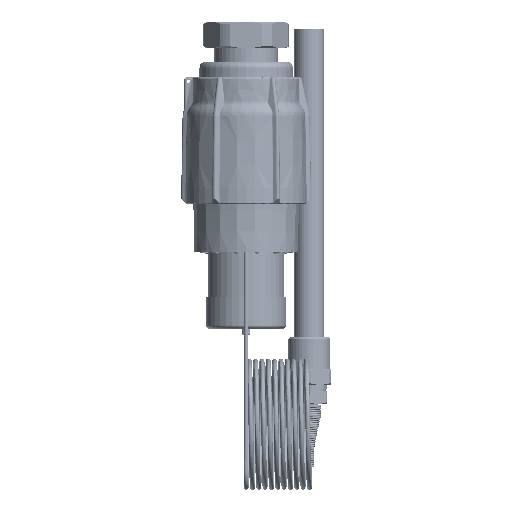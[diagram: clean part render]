
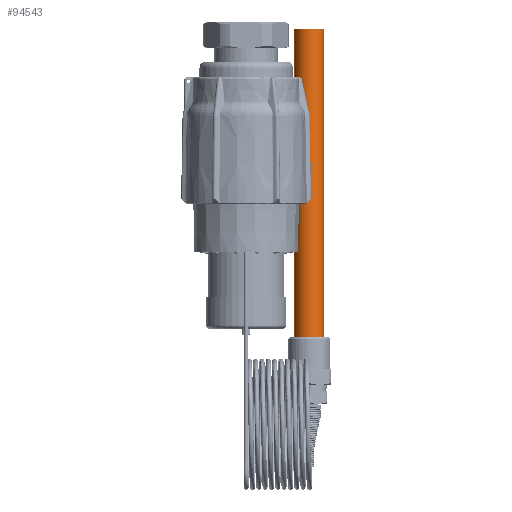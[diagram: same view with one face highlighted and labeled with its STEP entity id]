
A CAD part, top view. The second image highlights one B-rep face of the part: STEP entity #94543.
In plain terms, the highlighted cylindrical face has radius 9.5 mm (diameter 19 mm), a partial arc.
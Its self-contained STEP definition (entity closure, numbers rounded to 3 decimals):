
#94403=CARTESIAN_POINT('',(0.,0.,0.));
#94404=DIRECTION('',(0.,0.,1.));
#94405=DIRECTION('',(1.,0.,0.));
#94406=AXIS2_PLACEMENT_3D('',#94403,#94404,#94405);
#94423=DIRECTION('',(0.,0.,-1.));
#94424=VECTOR('',#94423,203.);
#94425=CARTESIAN_POINT('',(-9.5,0.,203.));
#94426=LINE('',#94425,#94424);
#94427=DIRECTION('',(0.,0.,-1.));
#94428=VECTOR('',#94427,203.);
#94429=CARTESIAN_POINT('',(9.5,0.,203.));
#94430=LINE('',#94429,#94428);
#94431=CARTESIAN_POINT('',(0.,0.,203.));
#94432=DIRECTION('',(0.,0.,-1.));
#94433=DIRECTION('',(-1.,0.,0.));
#94434=AXIS2_PLACEMENT_3D('',#94431,#94432,#94433);
#94487=CARTESIAN_POINT('',(9.5,0.,0.));
#94488=CARTESIAN_POINT('',(-9.5,0.,0.));
#94489=VERTEX_POINT('',#94487);
#94490=VERTEX_POINT('',#94488);
#94495=CARTESIAN_POINT('',(9.5,0.,203.));
#94496=VERTEX_POINT('',#94495);
#94497=CARTESIAN_POINT('',(-9.5,0.,203.));
#94498=VERTEX_POINT('',#94497);
#94529=CARTESIAN_POINT('',(0.,0.,0.));
#94530=DIRECTION('',(0.,0.,1.));
#94531=DIRECTION('',(1.,0.,0.));
#94532=AXIS2_PLACEMENT_3D('',#94529,#94530,#94531);
#94533=CYLINDRICAL_SURFACE('',#94532,9.5);
#94534=ORIENTED_EDGE('',*,*,#94516,.F.);
#94536=ORIENTED_EDGE('',*,*,#94535,.F.);
#94538=ORIENTED_EDGE('',*,*,#94537,.F.);
#94540=ORIENTED_EDGE('',*,*,#94539,.T.);
#94541=EDGE_LOOP('',(#94534,#94536,#94538,#94540));
#94542=FACE_OUTER_BOUND('',#94541,.F.);
#94543=ADVANCED_FACE('',(#94542),#94533,.T.);
#94407=CIRCLE('',#94406,9.5);
#94435=CIRCLE('',#94434,9.5);
#94516=EDGE_CURVE('',#94489,#94490,#94407,.T.);
#94535=EDGE_CURVE('',#94496,#94489,#94430,.T.);
#94537=EDGE_CURVE('',#94498,#94496,#94435,.T.);
#94539=EDGE_CURVE('',#94498,#94490,#94426,.T.);
